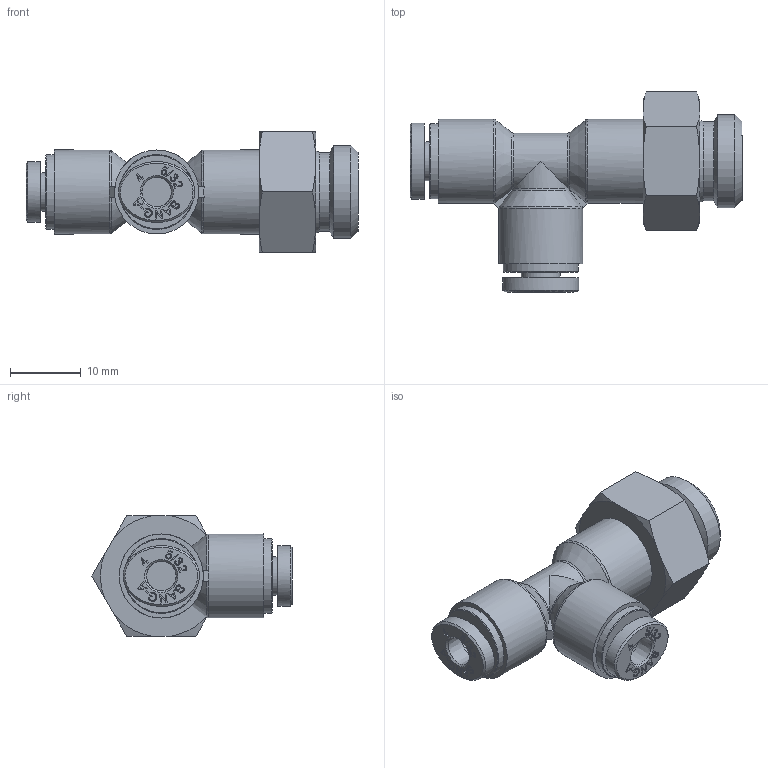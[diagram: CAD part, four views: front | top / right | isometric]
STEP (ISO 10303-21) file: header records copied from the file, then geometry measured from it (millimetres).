
FILE_DESCRIPTION((''),'2;1');
FILE_NAME('HR-PST 04G02.stp','2020-03-19T13:54:16',('user'),(''),'Autodesk Inventor 2013','Autodesk Inventor 2013','');
FILE_SCHEMA(('AUTOMOTIVE_DESIGN { 1 0 10303 214 1 1 1 1 }'));
Length unit declared in the file: millimetre
Products named in the file (6): 조립품2; HR-PUT 04 BODY; HR-COLLAR 04; HR-Collar 04L(SUS); HR-SLEEVE 04; HR-PL BODY 04G02
Assembly tree (6 placements, depth 3):
  조립품2
    HR-PUT 04 BODY
    HR-COLLAR 04  x2
      HR-Collar 04L(SUS)
      HR-SLEEVE 04
    HR-PL BODY 04G02
Bounding box: 47 x 28.32 x 17 mm (x, y, z)
Volume: 6212.7 mm3; surface area: 4414 mm2
Topology: 6 solids, 7 shells, 391 faces, 1021 edges, 678 vertices
Faces by surface type: plane 213, bspline 122, cone 29, cylinder 18, torus 8, sphere 1
Full cylindrical faces by diameter (mm): 3 x1, 4.179 x2, 4.2 x3, 5.5 x2, 10.6 x2, 11.2 x1, 11.9 x3, 13.157 x1
Entity records: 7347 total; most frequent: CARTESIAN_POINT 2223, ORIENTED_EDGE 1118, DIRECTION 814, EDGE_CURVE 559, VERTEX_POINT 383, VECTOR 318, LINE 318, EDGE_LOOP 276
